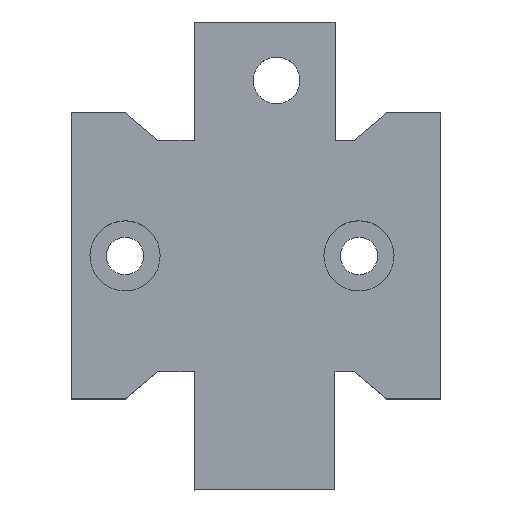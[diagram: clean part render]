
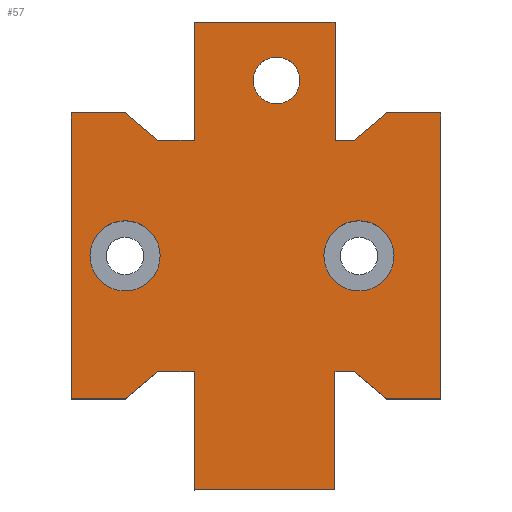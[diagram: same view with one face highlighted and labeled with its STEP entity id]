
A CAD part, top view. The second image highlights one B-rep face of the part: STEP entity #57.
In plain terms, the highlighted planar face has unit normal (0, 0, 1).
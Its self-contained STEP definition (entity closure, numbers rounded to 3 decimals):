
#57=ADVANCED_FACE('',(#322,#324,#326,#328),#330,.T.);
#322=FACE_BOUND('',#323,.T.);
#323=EDGE_LOOP('',(#561,#562,#563,#564,#565,#566,#567,#568,#569,#570,#571,#572,#573,
#574,#575,#576,#577,#578,#579,#580));
#324=FACE_BOUND('',#325,.T.);
#325=EDGE_LOOP('',(#581));
#326=FACE_BOUND('',#327,.T.);
#327=EDGE_LOOP('',(#582));
#328=FACE_BOUND('',#329,.T.);
#329=EDGE_LOOP('',(#583));
#330=PLANE('',#331);
#331=AXIS2_PLACEMENT_3D('',#332,#333,#334);
#332=CARTESIAN_POINT('',(0.,0.,10.));
#333=DIRECTION('',(0.,0.,1.));
#334=DIRECTION('',(-1.,0.,0.));
#561=ORIENTED_EDGE('',*,*,#701,.T.);
#562=ORIENTED_EDGE('',*,*,#702,.T.);
#563=ORIENTED_EDGE('',*,*,#703,.T.);
#564=ORIENTED_EDGE('',*,*,#704,.T.);
#565=ORIENTED_EDGE('',*,*,#705,.T.);
#566=ORIENTED_EDGE('',*,*,#706,.T.);
#567=ORIENTED_EDGE('',*,*,#707,.T.);
#568=ORIENTED_EDGE('',*,*,#708,.T.);
#569=ORIENTED_EDGE('',*,*,#709,.T.);
#570=ORIENTED_EDGE('',*,*,#710,.T.);
#571=ORIENTED_EDGE('',*,*,#711,.T.);
#572=ORIENTED_EDGE('',*,*,#712,.T.);
#573=ORIENTED_EDGE('',*,*,#713,.T.);
#574=ORIENTED_EDGE('',*,*,#714,.T.);
#575=ORIENTED_EDGE('',*,*,#715,.T.);
#576=ORIENTED_EDGE('',*,*,#716,.T.);
#577=ORIENTED_EDGE('',*,*,#717,.T.);
#578=ORIENTED_EDGE('',*,*,#718,.T.);
#579=ORIENTED_EDGE('',*,*,#719,.T.);
#580=ORIENTED_EDGE('',*,*,#720,.T.);
#581=ORIENTED_EDGE('',*,*,#721,.T.);
#582=ORIENTED_EDGE('',*,*,#722,.T.);
#583=ORIENTED_EDGE('',*,*,#723,.T.);
#701=EDGE_CURVE('',#794,#795,#796,.T.);
#702=EDGE_CURVE('',#795,#797,#798,.T.);
#703=EDGE_CURVE('',#797,#799,#800,.T.);
#704=EDGE_CURVE('',#799,#801,#802,.T.);
#705=EDGE_CURVE('',#801,#803,#804,.T.);
#706=EDGE_CURVE('',#803,#805,#806,.T.);
#707=EDGE_CURVE('',#805,#807,#808,.T.);
#708=EDGE_CURVE('',#807,#809,#810,.T.);
#709=EDGE_CURVE('',#809,#811,#812,.T.);
#710=EDGE_CURVE('',#811,#813,#814,.T.);
#711=EDGE_CURVE('',#813,#815,#816,.T.);
#712=EDGE_CURVE('',#815,#817,#818,.T.);
#713=EDGE_CURVE('',#817,#819,#820,.T.);
#714=EDGE_CURVE('',#819,#821,#822,.T.);
#715=EDGE_CURVE('',#821,#823,#824,.T.);
#716=EDGE_CURVE('',#823,#825,#826,.T.);
#717=EDGE_CURVE('',#825,#827,#828,.T.);
#718=EDGE_CURVE('',#827,#829,#830,.T.);
#719=EDGE_CURVE('',#829,#831,#832,.T.);
#720=EDGE_CURVE('',#831,#794,#833,.T.);
#721=EDGE_CURVE('',#834,#834,#835,.F.);
#722=EDGE_CURVE('',#836,#836,#837,.F.);
#723=EDGE_CURVE('',#838,#838,#839,.F.);
#794=VERTEX_POINT('',#963);
#795=VERTEX_POINT('',#964);
#796=LINE('',#965,#966);
#797=VERTEX_POINT('',#968);
#798=LINE('',#969,#970);
#799=VERTEX_POINT('',#972);
#800=LINE('',#973,#974);
#801=VERTEX_POINT('',#976);
#802=LINE('',#977,#978);
#803=VERTEX_POINT('',#980);
#804=LINE('',#981,#982);
#805=VERTEX_POINT('',#984);
#806=LINE('',#985,#986);
#807=VERTEX_POINT('',#988);
#808=LINE('',#989,#990);
#809=VERTEX_POINT('',#992);
#810=LINE('',#993,#994);
#811=VERTEX_POINT('',#996);
#812=LINE('',#997,#998);
#813=VERTEX_POINT('',#1000);
#814=LINE('',#1001,#1002);
#815=VERTEX_POINT('',#1004);
#816=LINE('',#1005,#1006);
#817=VERTEX_POINT('',#1008);
#818=LINE('',#1009,#1010);
#819=VERTEX_POINT('',#1012);
#820=LINE('',#1013,#1014);
#821=VERTEX_POINT('',#1016);
#822=LINE('',#1017,#1018);
#823=VERTEX_POINT('',#1020);
#824=LINE('',#1021,#1022);
#825=VERTEX_POINT('',#1024);
#826=LINE('',#1025,#1026);
#827=VERTEX_POINT('',#1028);
#828=LINE('',#1029,#1030);
#829=VERTEX_POINT('',#1032);
#830=LINE('',#1033,#1034);
#831=VERTEX_POINT('',#1036);
#832=LINE('',#1037,#1038);
#833=LINE('',#1040,#1041);
#834=VERTEX_POINT('',#1043);
#835=CIRCLE('',#1044,2.);
#836=VERTEX_POINT('',#1048);
#837=CIRCLE('',#1049,3.);
#838=VERTEX_POINT('',#1053);
#839=CIRCLE('',#1054,3.);
#963=CARTESIAN_POINT('',(-5.274,-20.,10.));
#964=CARTESIAN_POINT('',(6.76,-20.,10.));
#965=CARTESIAN_POINT('',(-5.274,-20.,10.));
#966=VECTOR('',#967,1.);
#967=DIRECTION('',(1.,0.,0.));
#968=CARTESIAN_POINT('',(6.76,-9.9,10.));
#969=CARTESIAN_POINT('',(6.76,-20.,10.));
#970=VECTOR('',#971,1.);
#971=DIRECTION('',(0.,1.,0.));
#972=CARTESIAN_POINT('',(8.427,-9.9,10.));
#973=CARTESIAN_POINT('',(6.76,-9.9,10.));
#974=VECTOR('',#975,1.);
#975=DIRECTION('',(1.,0.,0.));
#976=CARTESIAN_POINT('',(11.192,-12.22,10.));
#977=CARTESIAN_POINT('',(8.427,-9.9,10.));
#978=VECTOR('',#979,1.);
#979=DIRECTION('',(0.766,-0.643,0.));
#980=CARTESIAN_POINT('',(15.81,-12.22,10.));
#981=CARTESIAN_POINT('',(11.192,-12.22,10.));
#982=VECTOR('',#983,1.);
#983=DIRECTION('',(1.,0.,0.));
#984=CARTESIAN_POINT('',(15.81,12.22,10.));
#985=CARTESIAN_POINT('',(15.81,-12.22,10.));
#986=VECTOR('',#987,1.);
#987=DIRECTION('',(0.,1.,0.));
#988=CARTESIAN_POINT('',(11.192,12.22,10.));
#989=CARTESIAN_POINT('',(15.81,12.22,10.));
#990=VECTOR('',#991,1.);
#991=DIRECTION('',(-1.,0.,0.));
#992=CARTESIAN_POINT('',(8.428,9.9,10.));
#993=CARTESIAN_POINT('',(11.192,12.22,10.));
#994=VECTOR('',#995,1.);
#995=DIRECTION('',(-0.766,-0.643,0.));
#996=CARTESIAN_POINT('',(6.761,9.9,10.));
#997=CARTESIAN_POINT('',(8.428,9.9,10.));
#998=VECTOR('',#999,1.);
#999=DIRECTION('',(-1.,0.,0.));
#1000=CARTESIAN_POINT('',(6.761,20.,10.));
#1001=CARTESIAN_POINT('',(6.761,9.9,10.));
#1002=VECTOR('',#1003,1.);
#1003=DIRECTION('',(0.,1.,0.));
#1004=CARTESIAN_POINT('',(-5.274,20.,10.));
#1005=CARTESIAN_POINT('',(6.761,20.,10.));
#1006=VECTOR('',#1007,1.);
#1007=DIRECTION('',(-1.,0.,0.));
#1008=CARTESIAN_POINT('',(-5.274,9.9,10.));
#1009=CARTESIAN_POINT('',(-5.274,20.,10.));
#1010=VECTOR('',#1011,1.);
#1011=DIRECTION('',(0.,-1.,0.));
#1012=CARTESIAN_POINT('',(-8.41,9.9,10.));
#1013=CARTESIAN_POINT('',(-5.274,9.9,10.));
#1014=VECTOR('',#1015,1.);
#1015=DIRECTION('',(-1.,0.,0.));
#1016=CARTESIAN_POINT('',(-11.176,12.22,10.));
#1017=CARTESIAN_POINT('',(-8.41,9.9,10.));
#1018=VECTOR('',#1019,1.);
#1019=DIRECTION('',(-0.766,0.643,0.));
#1020=CARTESIAN_POINT('',(-15.8,12.22,10.));
#1021=CARTESIAN_POINT('',(-11.176,12.22,10.));
#1022=VECTOR('',#1023,1.);
#1023=DIRECTION('',(-1.,0.,0.));
#1024=CARTESIAN_POINT('',(-15.8,-12.22,10.));
#1025=CARTESIAN_POINT('',(-15.8,12.22,10.));
#1026=VECTOR('',#1027,1.);
#1027=DIRECTION('',(0.,-1.,0.));
#1028=CARTESIAN_POINT('',(-11.176,-12.22,10.));
#1029=CARTESIAN_POINT('',(-15.8,-12.22,10.));
#1030=VECTOR('',#1031,1.);
#1031=DIRECTION('',(1.,0.,0.));
#1032=CARTESIAN_POINT('',(-8.41,-9.9,10.));
#1033=CARTESIAN_POINT('',(-11.176,-12.22,10.));
#1034=VECTOR('',#1035,1.);
#1035=DIRECTION('',(0.766,0.643,0.));
#1036=CARTESIAN_POINT('',(-5.274,-9.9,10.));
#1037=CARTESIAN_POINT('',(-8.41,-9.9,10.));
#1038=VECTOR('',#1039,1.);
#1039=DIRECTION('',(1.,0.,0.));
#1040=CARTESIAN_POINT('',(-5.274,-9.9,10.));
#1041=VECTOR('',#1042,1.);
#1042=DIRECTION('',(0.,-1.,0.));
#1043=CARTESIAN_POINT('',(-0.24,15.,10.));
#1044=AXIS2_PLACEMENT_3D('',#1045,#1046,#1047);
#1045=CARTESIAN_POINT('',(1.76,15.,10.));
#1046=DIRECTION('',(0.,0.,1.));
#1047=DIRECTION('',(-1.,0.,0.));
#1048=CARTESIAN_POINT('',(11.81,0.,10.));
#1049=AXIS2_PLACEMENT_3D('',#1050,#1051,#1052);
#1050=CARTESIAN_POINT('',(8.81,0.,10.));
#1051=DIRECTION('',(0.,0.,1.));
#1052=DIRECTION('',(1.,0.,0.));
#1053=CARTESIAN_POINT('',(-8.19,0.,10.));
#1054=AXIS2_PLACEMENT_3D('',#1055,#1056,#1057);
#1055=CARTESIAN_POINT('',(-11.19,0.,10.));
#1056=DIRECTION('',(0.,0.,1.));
#1057=DIRECTION('',(1.,0.,0.));
